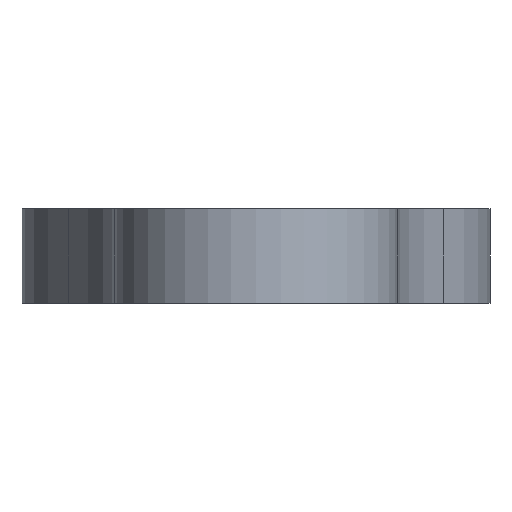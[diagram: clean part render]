
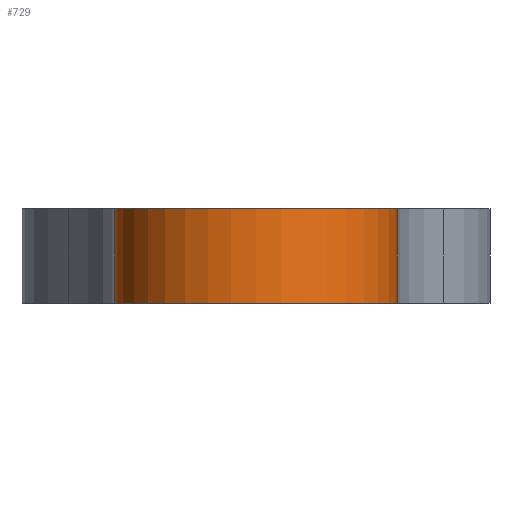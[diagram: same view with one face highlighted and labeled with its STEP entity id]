
A CAD part, front view. The second image highlights one B-rep face of the part: STEP entity #729.
In plain terms, the highlighted cylindrical face has radius 6 mm (diameter 12 mm), a partial arc.
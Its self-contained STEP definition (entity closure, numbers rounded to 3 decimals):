
#1 = EDGE_CURVE ( 'NONE', #722, #548, #521, .T. ) ;
#18 = ORIENTED_EDGE ( 'NONE', *, *, #538, .F. ) ;
#85 = DIRECTION ( 'NONE',  ( 0., 0., -1. ) ) ;
#127 = ORIENTED_EDGE ( 'NONE', *, *, #1, .T. ) ;
#156 = CIRCLE ( 'NONE', #452, 6. ) ;
#173 = CYLINDRICAL_SURFACE ( 'NONE', #479, 6. ) ;
#191 = ORIENTED_EDGE ( 'NONE', *, *, #790, .F. ) ;
#192 = EDGE_CURVE ( 'NONE', #548, #229, #531, .T. ) ;
#193 = CARTESIAN_POINT ( 'NONE',  ( 0., -39., 4. ) ) ;
#229 = VERTEX_POINT ( 'NONE', #777 ) ;
#237 = CARTESIAN_POINT ( 'NONE',  ( -6., -39., 4. ) ) ;
#268 = EDGE_LOOP ( 'NONE', ( #778, #191, #18, #127 ) ) ;
#288 = LINE ( 'NONE', #659, #392 ) ;
#294 = DIRECTION ( 'NONE',  ( -1., 0., 0. ) ) ;
#318 = DIRECTION ( 'NONE',  ( 1., 0., 0. ) ) ;
#324 = CARTESIAN_POINT ( 'NONE',  ( 6., -39., 4. ) ) ;
#344 = DIRECTION ( 'NONE',  ( 1., 0., 0. ) ) ;
#346 = DIRECTION ( 'NONE',  ( 0., 0., -1. ) ) ;
#372 = CARTESIAN_POINT ( 'NONE',  ( 0., -39., 4. ) ) ;
#387 = CARTESIAN_POINT ( 'NONE',  ( -6., -39., 0. ) ) ;
#392 = VECTOR ( 'NONE', #346, 1000. ) ;
#452 = AXIS2_PLACEMENT_3D ( 'NONE', #193, #643, #318 ) ;
#456 = CARTESIAN_POINT ( 'NONE',  ( -6., -39., 4. ) ) ;
#479 = AXIS2_PLACEMENT_3D ( 'NONE', #372, #85, #294 ) ;
#493 = FACE_OUTER_BOUND ( 'NONE', #268, .T. ) ;
#499 = VERTEX_POINT ( 'NONE', #324 ) ;
#511 = VECTOR ( 'NONE', #825, 1000. ) ;
#518 = AXIS2_PLACEMENT_3D ( 'NONE', #660, #605, #344 ) ;
#521 = LINE ( 'NONE', #456, #511 ) ;
#531 = CIRCLE ( 'NONE', #518, 6. ) ;
#538 = EDGE_CURVE ( 'NONE', #722, #499, #156, .T. ) ;
#548 = VERTEX_POINT ( 'NONE', #387 ) ;
#605 = DIRECTION ( 'NONE',  ( 0., 0., 1. ) ) ;
#643 = DIRECTION ( 'NONE',  ( 0., 0., 1. ) ) ;
#659 = CARTESIAN_POINT ( 'NONE',  ( 6., -39., 4. ) ) ;
#660 = CARTESIAN_POINT ( 'NONE',  ( 0., -39., 0. ) ) ;
#722 = VERTEX_POINT ( 'NONE', #237 ) ;
#729 = ADVANCED_FACE ( 'NONE', ( #493 ), #173, .T. ) ;
#777 = CARTESIAN_POINT ( 'NONE',  ( 6., -39., 0. ) ) ;
#778 = ORIENTED_EDGE ( 'NONE', *, *, #192, .T. ) ;
#790 = EDGE_CURVE ( 'NONE', #499, #229, #288, .T. ) ;
#825 = DIRECTION ( 'NONE',  ( 0., 0., -1. ) ) ;
